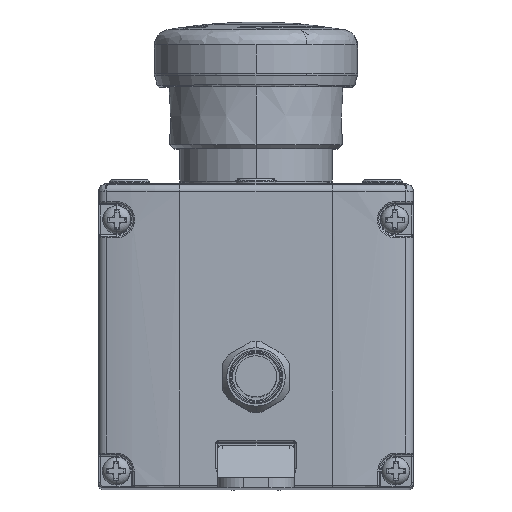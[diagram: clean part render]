
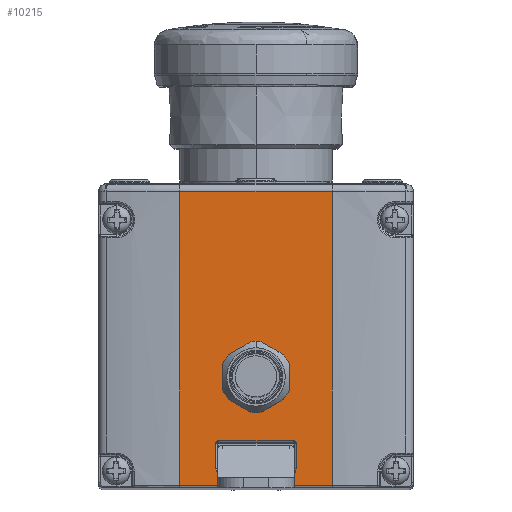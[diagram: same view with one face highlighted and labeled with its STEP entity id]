
A CAD part, top view. The second image highlights one B-rep face of the part: STEP entity #10215.
In plain terms, the highlighted planar face has unit normal (0, 0, 1).
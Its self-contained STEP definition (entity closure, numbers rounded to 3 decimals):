
#104 = DIRECTION ( 'NONE',  ( 0., 0., -1. ) ) ;
#402 = EDGE_CURVE ( 'NONE', #1435, #33583, #35111, .T. ) ;
#560 = LINE ( 'NONE', #13111, #35048 ) ;
#637 = ORIENTED_EDGE ( 'NONE', *, *, #14904, .T. ) ;
#1435 = VERTEX_POINT ( 'NONE', #6001 ) ;
#1605 = CARTESIAN_POINT ( 'NONE',  ( 0., -13.2, 117.5 ) ) ;
#1682 = CARTESIAN_POINT ( 'NONE',  ( -15., 25., 117.5 ) ) ;
#2282 = EDGE_CURVE ( 'NONE', #6662, #15924, #36236, .T. ) ;
#2385 = CARTESIAN_POINT ( 'NONE',  ( 15., -34.5, 117.5 ) ) ;
#2729 = AXIS2_PLACEMENT_3D ( 'NONE', #34692, #19252, #12483 ) ;
#3343 = EDGE_CURVE ( 'NONE', #15659, #6662, #7517, .T. ) ;
#3430 = CARTESIAN_POINT ( 'NONE',  ( 7.9, -5., 117.5 ) ) ;
#3986 = CARTESIAN_POINT ( 'NONE',  ( -7.3, -25.7, 117.5 ) ) ;
#4486 = DIRECTION ( 'NONE',  ( 1., 0., 0. ) ) ;
#4824 = CARTESIAN_POINT ( 'NONE',  ( -7.651, -32.124, 117.5 ) ) ;
#4830 = CARTESIAN_POINT ( 'NONE',  ( 0., 23.349, 117.5 ) ) ;
#4866 = VERTEX_POINT ( 'NONE', #15913 ) ;
#4944 = VECTOR ( 'NONE', #38486, 1000. ) ;
#5400 = CARTESIAN_POINT ( 'NONE',  ( 7.9, -31.773, 117.5 ) ) ;
#5417 = EDGE_LOOP ( 'NONE', ( #32402, #26304, #13654, #16522, #16920, #20300, #34244, #23320 ) ) ;
#5811 = CARTESIAN_POINT ( 'NONE',  ( 7.3, -32.124, 117.5 ) ) ;
#5812 = ORIENTED_EDGE ( 'NONE', *, *, #2282, .T. ) ;
#6001 = CARTESIAN_POINT ( 'NONE',  ( -7.9, -26.3, 117.5 ) ) ;
#6010 = CARTESIAN_POINT ( 'NONE',  ( 7.9, -31.276, 117.5 ) ) ;
#6505 = CARTESIAN_POINT ( 'NONE',  ( -15., 23.349, 117.5 ) ) ;
#6662 = VERTEX_POINT ( 'NONE', #6505 ) ;
#6763 = VECTOR ( 'NONE', #35428, 1000. ) ;
#7068 = VECTOR ( 'NONE', #11136, 1000. ) ;
#7517 = LINE ( 'NONE', #4830, #12095 ) ;
#7595 = LINE ( 'NONE', #38865, #4944 ) ;
#7828 = CARTESIAN_POINT ( 'NONE',  ( -7.9, -31.276, 117.5 ) ) ;
#8060 = DIRECTION ( 'NONE',  ( 0., -1., 0. ) ) ;
#8174 = VERTEX_POINT ( 'NONE', #13222 ) ;
#8195 = DIRECTION ( 'NONE',  ( 0., 0., -1. ) ) ;
#8574 = VERTEX_POINT ( 'NONE', #25127 ) ;
#8887 = VERTEX_POINT ( 'NONE', #12949 ) ;
#8994 = EDGE_CURVE ( 'NONE', #33583, #10277, #10152, .T. ) ;
#10152 = LINE ( 'NONE', #22688, #6763 ) ;
#10215 = ADVANCED_FACE ( 'NONE', ( #16158, #25014, #31185 ), #31390, .T. ) ;
#10277 = VERTEX_POINT ( 'NONE', #13481 ) ;
#11136 = DIRECTION ( 'NONE',  ( 0., -1., 0. ) ) ;
#11233 = VERTEX_POINT ( 'NONE', #19862 ) ;
#11720 = ORIENTED_EDGE ( 'NONE', *, *, #22116, .T. ) ;
#12095 = VECTOR ( 'NONE', #17379, 1000. ) ;
#12483 = DIRECTION ( 'NONE',  ( 1., 0., 0. ) ) ;
#12921 = CIRCLE ( 'NONE', #37915, 0.6 ) ;
#12949 = CARTESIAN_POINT ( 'NONE',  ( -5.8, -13.2, 117.5 ) ) ;
#13111 = CARTESIAN_POINT ( 'NONE',  ( -7.3, -32.124, 117.5 ) ) ;
#13222 = CARTESIAN_POINT ( 'NONE',  ( 7.9, -31.276, 117.5 ) ) ;
#13481 = CARTESIAN_POINT ( 'NONE',  ( 7.3, -25.7, 117.5 ) ) ;
#13654 = ORIENTED_EDGE ( 'NONE', *, *, #8994, .T. ) ;
#14904 = EDGE_CURVE ( 'NONE', #15924, #8574, #40662, .T. ) ;
#15556 = DIRECTION ( 'NONE',  ( 1., 0., 0. ) ) ;
#15591 = EDGE_CURVE ( 'NONE', #10277, #11233, #12921, .T. ) ;
#15659 = VERTEX_POINT ( 'NONE', #20015 ) ;
#15913 = CARTESIAN_POINT ( 'NONE',  ( -7.3, -32.124, 117.5 ) ) ;
#15924 = VERTEX_POINT ( 'NONE', #38449 ) ;
#16158 = FACE_BOUND ( 'NONE', #5417, .T. ) ;
#16499 = DIRECTION ( 'NONE',  ( 1., 0., 0. ) ) ;
#16522 = ORIENTED_EDGE ( 'NONE', *, *, #15591, .T. ) ;
#16920 = ORIENTED_EDGE ( 'NONE', *, *, #32066, .T. ) ;
#17095 = DIRECTION ( 'NONE',  ( 0., 0., -1. ) ) ;
#17145 = ORIENTED_EDGE ( 'NONE', *, *, #3343, .T. ) ;
#17379 = DIRECTION ( 'NONE',  ( -1., 0., 0. ) ) ;
#17420 = EDGE_CURVE ( 'NONE', #27100, #1435, #7595, .T. ) ;
#17960 = CARTESIAN_POINT ( 'NONE',  ( 7.651, -32.124, 117.5 ) ) ;
#19032 = CARTESIAN_POINT ( 'NONE',  ( 7.3, -32.124, 117.5 ) ) ;
#19252 = DIRECTION ( 'NONE',  ( 0., 0., 1. ) ) ;
#19791 = EDGE_CURVE ( 'NONE', #8174, #29246, #36598, .T. ) ;
#19862 = CARTESIAN_POINT ( 'NONE',  ( 7.9, -26.3, 117.5 ) ) ;
#20015 = CARTESIAN_POINT ( 'NONE',  ( 15., 23.349, 117.5 ) ) ;
#20027 = EDGE_CURVE ( 'NONE', #15659, #8574, #35606, .T. ) ;
#20083 = VECTOR ( 'NONE', #34262, 1000. ) ;
#20238 = EDGE_LOOP ( 'NONE', ( #5812, #637, #39104, #17145 ) ) ;
#20300 = ORIENTED_EDGE ( 'NONE', *, *, #19791, .T. ) ;
#20339 = DIRECTION ( 'NONE',  ( 1., 0., 0. ) ) ;
#21118 = VECTOR ( 'NONE', #31831, 1000. ) ;
#22116 = EDGE_CURVE ( 'NONE', #33302, #8887, #39816, .T. ) ;
#22639 = AXIS2_PLACEMENT_3D ( 'NONE', #22813, #32458, #20339 ) ;
#22688 = CARTESIAN_POINT ( 'NONE',  ( 7.3, -25.7, 117.5 ) ) ;
#22813 = CARTESIAN_POINT ( 'NONE',  ( -7.3, -26.3, 117.5 ) ) ;
#23320 = ORIENTED_EDGE ( 'NONE', *, *, #37875, .T. ) ;
#23750 = EDGE_CURVE ( 'NONE', #8887, #33302, #35012, .T. ) ;
#24055 = EDGE_CURVE ( 'NONE', #29246, #4866, #560, .T. ) ;
#25014 = FACE_BOUND ( 'NONE', #34237, .T. ) ;
#25127 = CARTESIAN_POINT ( 'NONE',  ( 15., -34.5, 117.5 ) ) ;
#25670 = ORIENTED_EDGE ( 'NONE', *, *, #23750, .T. ) ;
#26304 = ORIENTED_EDGE ( 'NONE', *, *, #402, .T. ) ;
#26358 = CARTESIAN_POINT ( 'NONE',  ( 7.3, -26.3, 117.5 ) ) ;
#27100 = VERTEX_POINT ( 'NONE', #7828 ) ;
#28650 = AXIS2_PLACEMENT_3D ( 'NONE', #37989, #104, #15556 ) ;
#29246 = VERTEX_POINT ( 'NONE', #19032 ) ;
#31185 = FACE_OUTER_BOUND ( 'NONE', #20238, .T. ) ;
#31390 = PLANE ( 'NONE',  #2729 ) ;
#31617 = LINE ( 'NONE', #3430, #21118 ) ;
#31831 = DIRECTION ( 'NONE',  ( 0., -1., 0. ) ) ;
#32066 = EDGE_CURVE ( 'NONE', #11233, #8174, #31617, .T. ) ;
#32209 = DIRECTION ( 'NONE',  ( -1., 0., 0. ) ) ;
#32402 = ORIENTED_EDGE ( 'NONE', *, *, #17420, .T. ) ;
#32458 = DIRECTION ( 'NONE',  ( 0., 0., -1. ) ) ;
#33302 = VERTEX_POINT ( 'NONE', #36125 ) ;
#33583 = VERTEX_POINT ( 'NONE', #3986 ) ;
#34237 = EDGE_LOOP ( 'NONE', ( #11720, #25670 ) ) ;
#34244 = ORIENTED_EDGE ( 'NONE', *, *, #24055, .T. ) ;
#34262 = DIRECTION ( 'NONE',  ( 1., 0., 0. ) ) ;
#34389 =( BOUNDED_CURVE ( )  B_SPLINE_CURVE ( 3, ( #36512, #4824, #36092, #36717 ),
 .UNSPECIFIED., .F., .F. ) 
 B_SPLINE_CURVE_WITH_KNOTS ( ( 4, 4 ),
 ( 0., 1.571 ),
 .UNSPECIFIED. ) 
 CURVE ( )  GEOMETRIC_REPRESENTATION_ITEM ( )  RATIONAL_B_SPLINE_CURVE ( ( 1., 0.805, 0.805, 1. ) ) 
 REPRESENTATION_ITEM ( '' )  );
#34692 = CARTESIAN_POINT ( 'NONE',  ( 0., -5., 117.5 ) ) ;
#35012 = CIRCLE ( 'NONE', #40281, 5.8 ) ;
#35048 = VECTOR ( 'NONE', #32209, 1000. ) ;
#35111 = CIRCLE ( 'NONE', #22639, 0.6 ) ;
#35428 = DIRECTION ( 'NONE',  ( 1., 0., 0. ) ) ;
#35606 = LINE ( 'NONE', #38517, #7068 ) ;
#36092 = CARTESIAN_POINT ( 'NONE',  ( -7.9, -31.773, 117.5 ) ) ;
#36125 = CARTESIAN_POINT ( 'NONE',  ( 5.8, -13.2, 117.5 ) ) ;
#36236 = LINE ( 'NONE', #1682, #40251 ) ;
#36512 = CARTESIAN_POINT ( 'NONE',  ( -7.3, -32.124, 117.5 ) ) ;
#36598 =( BOUNDED_CURVE ( )  B_SPLINE_CURVE ( 3, ( #6010, #5400, #17960, #5811 ),
 .UNSPECIFIED., .F., .F. ) 
 B_SPLINE_CURVE_WITH_KNOTS ( ( 4, 4 ),
 ( 1.571, 3.142 ),
 .UNSPECIFIED. ) 
 CURVE ( )  GEOMETRIC_REPRESENTATION_ITEM ( )  RATIONAL_B_SPLINE_CURVE ( ( 1., 0.805, 0.805, 1. ) ) 
 REPRESENTATION_ITEM ( '' )  );
#36717 = CARTESIAN_POINT ( 'NONE',  ( -7.9, -31.276, 117.5 ) ) ;
#37875 = EDGE_CURVE ( 'NONE', #4866, #27100, #34389, .T. ) ;
#37915 = AXIS2_PLACEMENT_3D ( 'NONE', #26358, #17095, #16499 ) ;
#37989 = CARTESIAN_POINT ( 'NONE',  ( 0., -13.2, 117.5 ) ) ;
#38449 = CARTESIAN_POINT ( 'NONE',  ( -15., -34.5, 117.5 ) ) ;
#38486 = DIRECTION ( 'NONE',  ( 0., 1., 0. ) ) ;
#38517 = CARTESIAN_POINT ( 'NONE',  ( 15., 25., 117.5 ) ) ;
#38865 = CARTESIAN_POINT ( 'NONE',  ( -7.9, -26.3, 117.5 ) ) ;
#39104 = ORIENTED_EDGE ( 'NONE', *, *, #20027, .F. ) ;
#39816 = CIRCLE ( 'NONE', #28650, 5.8 ) ;
#40251 = VECTOR ( 'NONE', #8060, 1000. ) ;
#40281 = AXIS2_PLACEMENT_3D ( 'NONE', #1605, #8195, #4486 ) ;
#40662 = LINE ( 'NONE', #2385, #20083 ) ;
